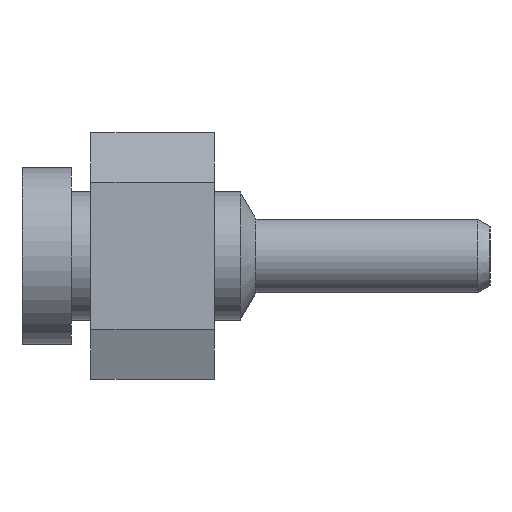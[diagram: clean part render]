
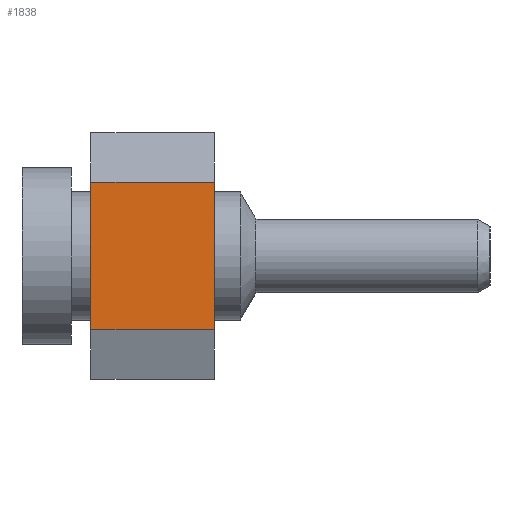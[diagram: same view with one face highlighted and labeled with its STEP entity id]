
A CAD part, left-side view. The second image highlights one B-rep face of the part: STEP entity #1838.
In plain terms, the highlighted planar face has unit normal (-1, 0, 0).
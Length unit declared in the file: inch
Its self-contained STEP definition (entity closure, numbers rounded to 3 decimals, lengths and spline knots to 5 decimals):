
#62=LINE('',#2746,#266);
#63=LINE('',#2749,#267);
#64=LINE('',#2751,#268);
#65=LINE('',#2753,#269);
#266=VECTOR('',#2240,39.37008);
#267=VECTOR('',#2241,39.37008);
#268=VECTOR('',#2242,39.37008);
#269=VECTOR('',#2243,39.37008);
#579=ORIENTED_EDGE('',*,*,#1047,.T.);
#580=ORIENTED_EDGE('',*,*,#1048,.T.);
#581=ORIENTED_EDGE('',*,*,#1049,.F.);
#582=ORIENTED_EDGE('',*,*,#1050,.F.);
#1047=EDGE_CURVE('',#1290,#1291,#62,.T.);
#1048=EDGE_CURVE('',#1291,#1292,#63,.T.);
#1049=EDGE_CURVE('',#1293,#1292,#64,.T.);
#1050=EDGE_CURVE('',#1290,#1293,#65,.T.);
#1290=VERTEX_POINT('',#2747);
#1291=VERTEX_POINT('',#2748);
#1292=VERTEX_POINT('',#2750);
#1293=VERTEX_POINT('',#2752);
#1485=EDGE_LOOP('',(#579,#580,#581,#582));
#1632=FACE_BOUND('',#1485,.T.);
#1751=PLANE('',#1989);
#1838=ADVANCED_FACE('',(#1632),#1751,.F.);
#1989=AXIS2_PLACEMENT_3D('',#2745,#2238,#2239);
#2238=DIRECTION('',(1.,0.,0.));
#2239=DIRECTION('',(0.,0.,-1.));
#2240=DIRECTION('',(0.,-1.,0.));
#2241=DIRECTION('',(0.,0.,1.));
#2242=DIRECTION('',(0.,-1.,0.));
#2243=DIRECTION('',(0.,0.,1.));
#2745=CARTESIAN_POINT('',(0.,0.05,-0.05));
#2746=CARTESIAN_POINT('',(0.,0.1,-0.03));
#2747=CARTESIAN_POINT('',(0.,0.05,-0.03));
#2748=CARTESIAN_POINT('',(0.,0.,-0.03));
#2749=CARTESIAN_POINT('',(0.,0.,-0.05));
#2750=CARTESIAN_POINT('',(0.,0.,0.03));
#2751=CARTESIAN_POINT('',(0.,0.1,0.03));
#2752=CARTESIAN_POINT('',(0.,0.05,0.03));
#2753=CARTESIAN_POINT('',(0.,0.05,-0.05));
